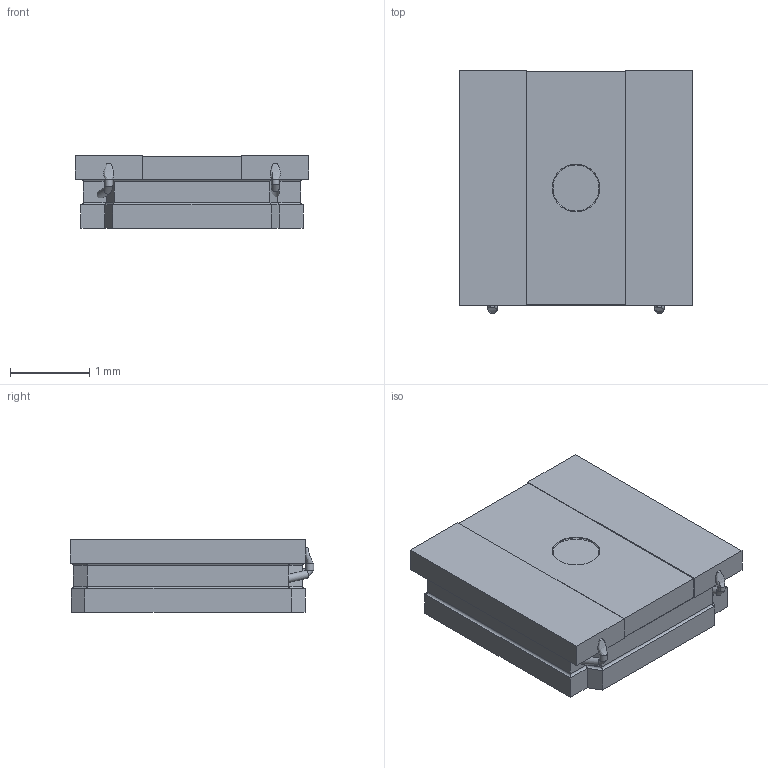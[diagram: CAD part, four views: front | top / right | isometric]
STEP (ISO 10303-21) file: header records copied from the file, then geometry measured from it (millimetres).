
FILE_DESCRIPTION(/* description */ ('Unknown'),/* implementation_level */ '2;1');
FILE_NAME(/* name */ 'HPC3010',/* time_stamp */ '2017-08-30T16:56:28+08:00',/* author */ ('Unknown'),/* organization */ ('Unknown'),/* preprocessor_version */ 'ST-DEVELOPER v16.7',/* originating_system */ 'DEX',/* authorisation */ $);
FILE_SCHEMA (('AUTOMOTIVE_DESIGN {1 0 10303 214 3 1 1}'));
Length unit declared in the file: centimetre
Products named in the file (1): HPC3010
Bounding box: 2.95 x 3.07 x 0.92 mm (x, y, z)
Volume: 8.3 mm3; surface area: 72.8 mm2
Topology: 3 solids, 3 shells, 96 faces, 263 edges, 167 vertices
Faces by surface type: plane 45, cylinder 33, bspline 12, torus 6
Full cylindrical faces by diameter (mm): 0.1 x7, 0.601 x1, 1.4 x1
Entity records: 4202 total; most frequent: CARTESIAN_POINT 1689, ORIENTED_EDGE 458, DIRECTION 452, EDGE_CURVE 229, AXIS2_PLACEMENT_3D 162, VERTEX_POINT 159, LINE 128, VECTOR 128
